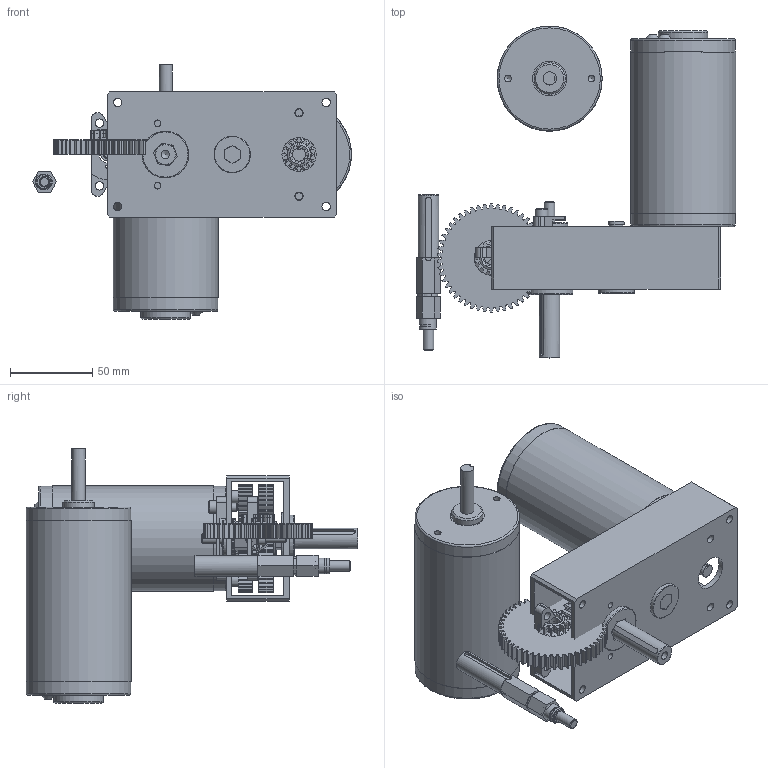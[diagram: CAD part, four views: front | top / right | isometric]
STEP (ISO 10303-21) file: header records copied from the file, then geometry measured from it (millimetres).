
FILE_DESCRIPTION( ( 'Unknown' ), '1' );
FILE_NAME( 'Toughbox Nano 500 key.stp', 'Unknown', ( 'Unknown' ), ( 'Unknown' ), 'XStep 1.0', 'Unknown', ' ' );
FILE_SCHEMA( ( 'CONFIG_CONTROL_DESIGN' ) );
Length unit declared in the file: millimetre
Products named in the file (18): Assem1; fr-6-zz; fr8zz-hex; CIM motor; fr-6-zz-hex; fr-6; Toughbox_d05; Toughbox_d08; Toughbox_d06; Toughbox_d29a; Toughbox-nano-d01; Toughbox-nano-d02; Toughbox_d09; 8mm_spring_clip; 2mmx2mmx10mm_key; 10-32x0500_shcs; 500-e-klip; Toughbox-nano-d04
Bounding box: 194.48 x 202.26 x 154.93 mm (x, y, z)
Volume: 1094887.9 mm3; surface area: 260866 mm2
Topology: 37 solids, 37 shells, 1836 faces, 5042 edges, 3316 vertices
Faces by surface type: cylinder 1248, plane 442, cone 122, sphere 16, torus 8
Full cylindrical faces by diameter (mm): 1.941 x4, 3.967 x8, 4.039 x4, 4.775 x5, 4.976 x2, 5.055 x8, 5.105 x16, 5.207 x4, 6.325 x2, 7.823 x5, 8 x2, 8.382 x2, 8.636 x4, 9.5 x6, 9.525 x4, 10.16 x2, 11.176 x2, 12.675 x2, 19.05 x2, 20.828 x4, 21.057 x2, 22.212 x6, 22.225 x6, 24.689 x6, 27.94 x2, 28.562 x2, 28.575 x2, 30.074 x2, 31.115 x2, 63.754 x4
Entity records: 29187 total; most frequent: DIRECTION 5339, CARTESIAN_POINT 5174, ORIENTED_EDGE 4618, EDGE_CURVE 2309, AXIS2_PLACEMENT_3D 2235, VERTEX_POINT 1582, CIRCLE 1326, EDGE_LOOP 1086
